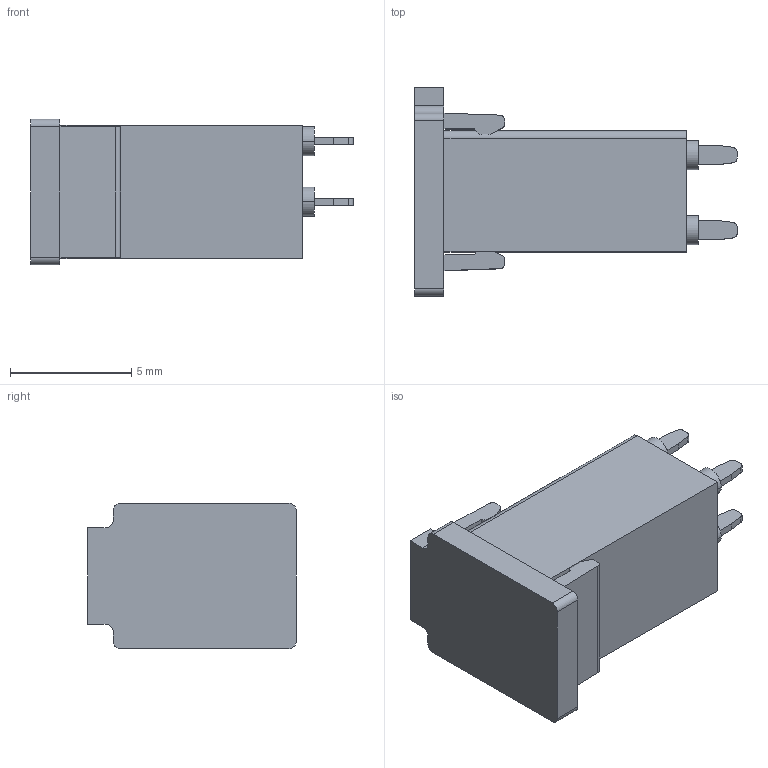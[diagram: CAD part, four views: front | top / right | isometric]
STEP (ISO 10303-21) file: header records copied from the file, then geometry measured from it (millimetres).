
FILE_DESCRIPTION(('STEP AP242'),'1');
FILE_NAME('1770953.stp','2025-06-07T20:13:45',('TraceParts'),('TraceParts S.A.'),'Spatial InterOp 3D',' ',' ');
FILE_SCHEMA(('AP242_MANAGED_MODEL_BASED_3D_ENGINEERING_MIM_LF {1 0 10303 442 1 1 4}'));
Length unit declared in the file: millimetre
Products named in the file (1): ptsm_0.5-2-2.5_v_thr_bk|1#ptsm_0.5-2-2.5-v-thr;ptsm_0.5-2-2.5-v-thr
Bounding box: 13.3 x 8.6 x 6 mm (x, y, z)
Volume: 331.9 mm3; surface area: 523.8 mm2
Topology: 2 solids, 2 shells, 203 faces, 504 edges, 320 vertices
Faces by surface type: plane 103, cylinder 84, cone 16
Entity records: 7963 total; most frequent: CARTESIAN_POINT 1341, DIRECTION 1074, ORIENTED_EDGE 1008, EDGE_CURVE 504, AXIS2_PLACEMENT_3D 369, LINE 336, VECTOR 336, VERTEX_POINT 320
